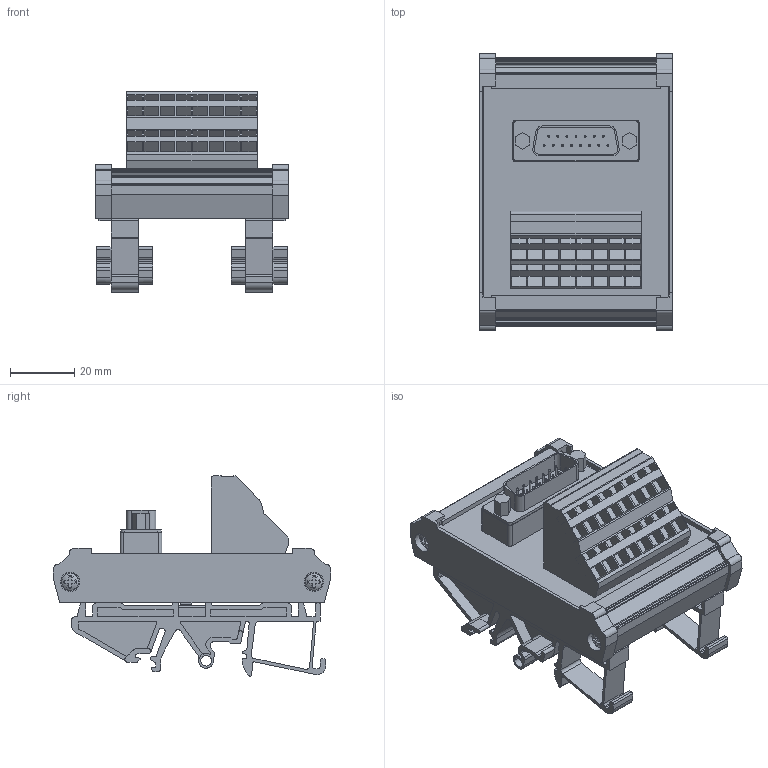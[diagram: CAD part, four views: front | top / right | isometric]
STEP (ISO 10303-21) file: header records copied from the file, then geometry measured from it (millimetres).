
FILE_DESCRIPTION(('CATIA V5 STEP Exchange','CAx-IF Rec.Pracs.--- Model Styling and Organization---1.2---2011-12-15'),'2;1');
FILE_NAME ('D1464310_0', '2018-09-22T17:30:40+00:00', ('none'), ('Weidmueller'), 'CATIA Version 5-6 Release 2014', 'CATIA V5 STEP AP214', 'none');
FILE_SCHEMA(('AUTOMOTIVE_DESIGN { 1 0 10303 214 1 1 1 1 }'));
Products named in the file (1): 8537400000
Bounding box: 60 x 86.4 x 62.55 mm (x, y, z)
Volume: 57731.6 mm3; surface area: 62897.3 mm2
Topology: 29 solids, 29 shells, 2114 faces, 5543 edges, 3574 vertices
Faces by surface type: plane 1190, cylinder 646, cone 238, torus 24, revolution 16
Entity records: 57946 total; most frequent: ORIENTED_EDGE 11070, CARTESIAN_POINT 10526, DIRECTION 7351, EDGE_CURVE 5535, VECTOR 3885, LINE 3885, VERTEX_POINT 3574, AXIS2_PLACEMENT_3D 2499
